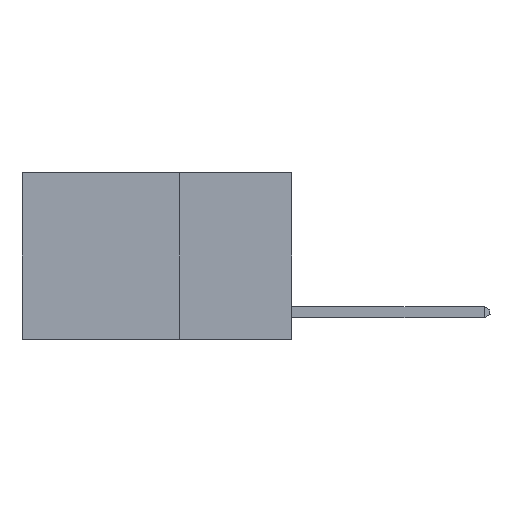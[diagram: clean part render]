
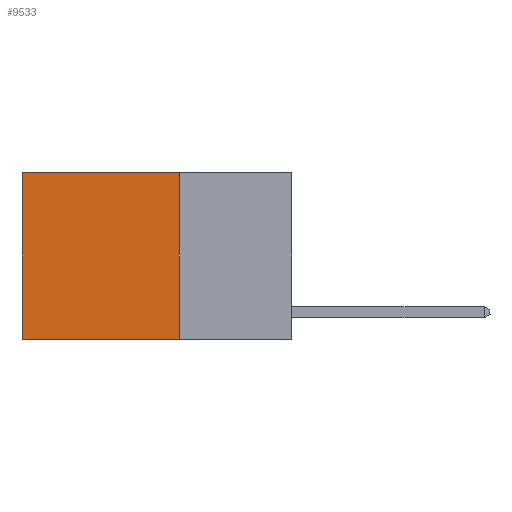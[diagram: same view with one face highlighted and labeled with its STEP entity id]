
A CAD part, left-side view. The second image highlights one B-rep face of the part: STEP entity #9533.
In plain terms, the highlighted planar face has unit normal (-1, 0, 0).
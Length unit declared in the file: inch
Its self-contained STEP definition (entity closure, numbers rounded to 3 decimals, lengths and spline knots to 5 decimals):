
#1830 = VECTOR ( 'NONE', #10048, 39.37008 ) ;
#1982 = CARTESIAN_POINT ( 'NONE',  ( 0.2625, 0.6, 0. ) ) ;
#2119 = ORIENTED_EDGE ( 'NONE', *, *, #12432, .T. ) ;
#2409 = VERTEX_POINT ( 'NONE', #11256 ) ;
#3296 = EDGE_CURVE ( 'NONE', #12593, #2409, #16257, .T. ) ;
#4581 = CARTESIAN_POINT ( 'NONE',  ( 0.2625, 0.25, 0. ) ) ;
#4750 = AXIS2_PLACEMENT_3D ( 'NONE', #14994, #6144, #11180 ) ;
#5908 = DIRECTION ( 'NONE',  ( 0., 1., 0. ) ) ;
#6144 = DIRECTION ( 'NONE',  ( 1., 0., 0. ) ) ;
#7425 = DIRECTION ( 'NONE',  ( 0., 0., -1. ) ) ;
#7523 = VECTOR ( 'NONE', #7425, 39.37008 ) ;
#7562 = DIRECTION ( 'NONE',  ( 0., 1., 0. ) ) ;
#7813 = EDGE_CURVE ( 'NONE', #15207, #10215, #12591, .T. ) ;
#8904 = ORIENTED_EDGE ( 'NONE', *, *, #14563, .F. ) ;
#9533 = ADVANCED_FACE ( 'NONE', ( #16313 ), #10100, .F. ) ;
#9616 = LINE ( 'NONE', #4581, #15165 ) ;
#9717 = EDGE_LOOP ( 'NONE', ( #15634, #8904, #11318, #2119 ) ) ;
#10048 = DIRECTION ( 'NONE',  ( 0., 0., -1. ) ) ;
#10100 = PLANE ( 'NONE',  #4750 ) ;
#10215 = VERTEX_POINT ( 'NONE', #11048 ) ;
#10480 = VECTOR ( 'NONE', #7562, 39.37008 ) ;
#11048 = CARTESIAN_POINT ( 'NONE',  ( 0.2625, 0.6, -0.37 ) ) ;
#11180 = DIRECTION ( 'NONE',  ( 0., 0., -1. ) ) ;
#11256 = CARTESIAN_POINT ( 'NONE',  ( 0.2625, 0.25, -0.37 ) ) ;
#11318 = ORIENTED_EDGE ( 'NONE', *, *, #3296, .F. ) ;
#11391 = CARTESIAN_POINT ( 'NONE',  ( 0.2625, 0.25, 0. ) ) ;
#12432 = EDGE_CURVE ( 'NONE', #12593, #15207, #9616, .T. ) ;
#12591 = LINE ( 'NONE', #15345, #7523 ) ;
#12593 = VERTEX_POINT ( 'NONE', #15252 ) ;
#13818 = LINE ( 'NONE', #16217, #10480 ) ;
#14563 = EDGE_CURVE ( 'NONE', #2409, #10215, #13818, .T. ) ;
#14994 = CARTESIAN_POINT ( 'NONE',  ( 0.2625, 0.25, 0. ) ) ;
#15165 = VECTOR ( 'NONE', #5908, 39.37008 ) ;
#15207 = VERTEX_POINT ( 'NONE', #1982 ) ;
#15252 = CARTESIAN_POINT ( 'NONE',  ( 0.2625, 0.25, 0. ) ) ;
#15345 = CARTESIAN_POINT ( 'NONE',  ( 0.2625, 0.6, 0. ) ) ;
#15634 = ORIENTED_EDGE ( 'NONE', *, *, #7813, .T. ) ;
#16217 = CARTESIAN_POINT ( 'NONE',  ( 0.2625, 0.25, -0.37 ) ) ;
#16257 = LINE ( 'NONE', #11391, #1830 ) ;
#16313 = FACE_OUTER_BOUND ( 'NONE', #9717, .T. ) ;
